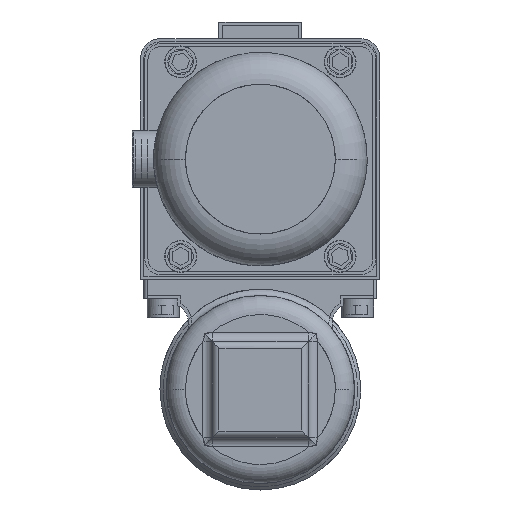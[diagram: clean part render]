
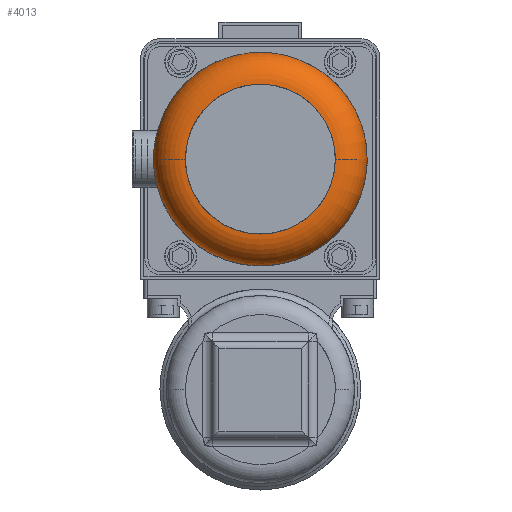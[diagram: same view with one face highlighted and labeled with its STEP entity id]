
A CAD part, left-side view. The second image highlights one B-rep face of the part: STEP entity #4013.
In plain terms, the highlighted toroidal (fillet/blend) face has major radius 23.5 mm and minor radius 10 mm.
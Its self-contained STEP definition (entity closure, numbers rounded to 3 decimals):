
#84=TOROIDAL_SURFACE('',#13115,23.5,10.);
#4013=ADVANCED_FACE('',(#4626,#4627),#84,.T.);
#4626=FACE_BOUND('',#5531,.T.);
#4627=FACE_BOUND('',#5532,.T.);
#5531=EDGE_LOOP('',(#8182));
#5532=EDGE_LOOP('',(#8183));
#8182=ORIENTED_EDGE('',*,*,#11305,.T.);
#8183=ORIENTED_EDGE('',*,*,#11350,.F.);
#9832=VERTEX_POINT('',#21285);
#9863=VERTEX_POINT('',#21483);
#11305=EDGE_CURVE('',#9832,#9832,#12097,.T.);
#11350=EDGE_CURVE('',#9863,#9863,#12110,.T.);
#12097=CIRCLE('',#13077,23.5);
#12110=CIRCLE('',#13114,33.5);
#13077=AXIS2_PLACEMENT_3D('',#21284,#15852,#15853);
#13114=AXIS2_PLACEMENT_3D('',#21482,#15956,#15957);
#13115=AXIS2_PLACEMENT_3D('',#21484,#15958,#15959);
#15852=DIRECTION('',(1.,0.,0.));
#15853=DIRECTION('',(0.,0.,-1.));
#15956=DIRECTION('',(1.,0.,0.));
#15957=DIRECTION('',(0.,0.,-1.));
#15958=DIRECTION('',(1.,0.,0.));
#15959=DIRECTION('',(0.,0.,-1.));
#21284=CARTESIAN_POINT('',(-150.012,1.58,38.12));
#21285=CARTESIAN_POINT('',(-150.012,1.58,14.62));
#21482=CARTESIAN_POINT('',(-140.012,1.58,38.12));
#21483=CARTESIAN_POINT('',(-140.012,1.58,4.62));
#21484=CARTESIAN_POINT('',(-140.012,1.58,38.12));
